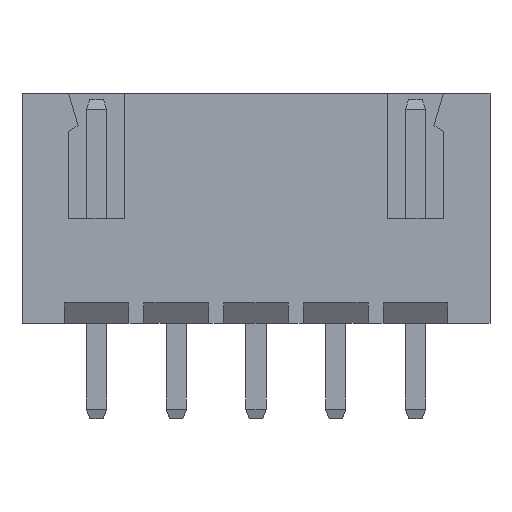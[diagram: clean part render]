
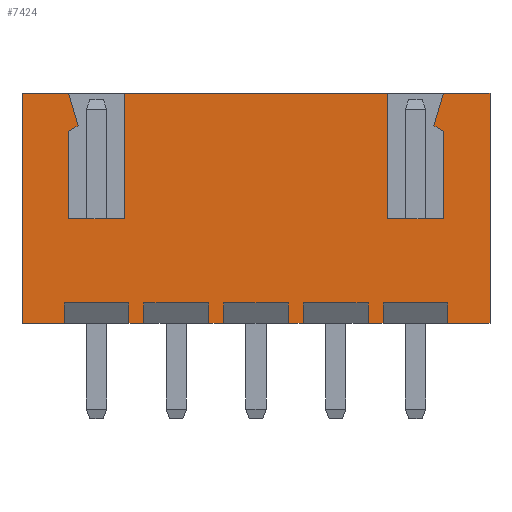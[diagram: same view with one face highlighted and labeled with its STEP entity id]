
A CAD part, front view. The second image highlights one B-rep face of the part: STEP entity #7424.
In plain terms, the highlighted planar face has unit normal (0, -1, 0).
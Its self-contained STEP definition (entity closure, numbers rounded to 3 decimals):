
#403=ORIENTED_EDGE('',*,*,#1937,.F.);
#404=ORIENTED_EDGE('',*,*,#1888,.T.);
#405=ORIENTED_EDGE('',*,*,#1938,.F.);
#406=ORIENTED_EDGE('',*,*,#1939,.F.);
#407=ORIENTED_EDGE('',*,*,#1940,.F.);
#408=ORIENTED_EDGE('',*,*,#1941,.F.);
#409=ORIENTED_EDGE('',*,*,#1942,.F.);
#410=ORIENTED_EDGE('',*,*,#1892,.T.);
#411=ORIENTED_EDGE('',*,*,#1943,.T.);
#412=ORIENTED_EDGE('',*,*,#1944,.F.);
#413=ORIENTED_EDGE('',*,*,#1945,.F.);
#414=ORIENTED_EDGE('',*,*,#1946,.T.);
#415=ORIENTED_EDGE('',*,*,#1947,.T.);
#416=ORIENTED_EDGE('',*,*,#1948,.F.);
#417=ORIENTED_EDGE('',*,*,#1949,.F.);
#418=ORIENTED_EDGE('',*,*,#1950,.T.);
#419=ORIENTED_EDGE('',*,*,#1951,.T.);
#420=ORIENTED_EDGE('',*,*,#1952,.F.);
#421=ORIENTED_EDGE('',*,*,#1953,.F.);
#422=ORIENTED_EDGE('',*,*,#1954,.T.);
#423=ORIENTED_EDGE('',*,*,#1955,.T.);
#424=ORIENTED_EDGE('',*,*,#1956,.F.);
#425=ORIENTED_EDGE('',*,*,#1957,.F.);
#426=ORIENTED_EDGE('',*,*,#1958,.T.);
#427=ORIENTED_EDGE('',*,*,#1959,.T.);
#428=ORIENTED_EDGE('',*,*,#1904,.F.);
#429=ORIENTED_EDGE('',*,*,#1960,.F.);
#430=ORIENTED_EDGE('',*,*,#1961,.T.);
#431=ORIENTED_EDGE('',*,*,#1962,.T.);
#432=ORIENTED_EDGE('',*,*,#1910,.F.);
#433=ORIENTED_EDGE('',*,*,#1963,.F.);
#434=ORIENTED_EDGE('',*,*,#1964,.T.);
#435=ORIENTED_EDGE('',*,*,#1965,.F.);
#436=ORIENTED_EDGE('',*,*,#1966,.F.);
#437=ORIENTED_EDGE('',*,*,#1967,.F.);
#438=ORIENTED_EDGE('',*,*,#1968,.F.);
#1888=EDGE_CURVE('',#2656,#2658,#3154,.T.);
#1892=EDGE_CURVE('',#2660,#2662,#3158,.T.);
#1904=EDGE_CURVE('',#2673,#2674,#3170,.T.);
#1910=EDGE_CURVE('',#2679,#2680,#3176,.T.);
#1937=EDGE_CURVE('',#2656,#2703,#3203,.T.);
#1938=EDGE_CURVE('',#2704,#2658,#3204,.T.);
#1939=EDGE_CURVE('',#2705,#2704,#3205,.T.);
#1940=EDGE_CURVE('',#2706,#2705,#3206,.T.);
#1941=EDGE_CURVE('',#2707,#2706,#3207,.T.);
#1942=EDGE_CURVE('',#2660,#2707,#3208,.T.);
#1943=EDGE_CURVE('',#2662,#2708,#3209,.T.);
#1944=EDGE_CURVE('',#2709,#2708,#3210,.T.);
#1945=EDGE_CURVE('',#2710,#2709,#3211,.T.);
#1946=EDGE_CURVE('',#2710,#2711,#3212,.T.);
#1947=EDGE_CURVE('',#2711,#2712,#3213,.T.);
#1948=EDGE_CURVE('',#2713,#2712,#3214,.T.);
#1949=EDGE_CURVE('',#2714,#2713,#3215,.T.);
#1950=EDGE_CURVE('',#2714,#2715,#3216,.T.);
#1951=EDGE_CURVE('',#2715,#2716,#3217,.T.);
#1952=EDGE_CURVE('',#2717,#2716,#3218,.T.);
#1953=EDGE_CURVE('',#2718,#2717,#3219,.T.);
#1954=EDGE_CURVE('',#2718,#2719,#3220,.T.);
#1955=EDGE_CURVE('',#2719,#2720,#3221,.T.);
#1956=EDGE_CURVE('',#2721,#2720,#3222,.T.);
#1957=EDGE_CURVE('',#2722,#2721,#3223,.T.);
#1958=EDGE_CURVE('',#2722,#2723,#3224,.T.);
#1959=EDGE_CURVE('',#2723,#2674,#3225,.T.);
#1960=EDGE_CURVE('',#2724,#2673,#3226,.T.);
#1961=EDGE_CURVE('',#2724,#2725,#3227,.T.);
#1962=EDGE_CURVE('',#2725,#2680,#3228,.T.);
#1963=EDGE_CURVE('',#2726,#2679,#3229,.T.);
#1964=EDGE_CURVE('',#2726,#2727,#3230,.T.);
#1965=EDGE_CURVE('',#2728,#2727,#3231,.T.);
#1966=EDGE_CURVE('',#2729,#2728,#3232,.T.);
#1967=EDGE_CURVE('',#2730,#2729,#3233,.T.);
#1968=EDGE_CURVE('',#2703,#2730,#3234,.T.);
#2656=VERTEX_POINT('',#9137);
#2658=VERTEX_POINT('',#9141);
#2660=VERTEX_POINT('',#9146);
#2662=VERTEX_POINT('',#9150);
#2673=VERTEX_POINT('',#9176);
#2674=VERTEX_POINT('',#9178);
#2679=VERTEX_POINT('',#9190);
#2680=VERTEX_POINT('',#9191);
#2703=VERTEX_POINT('',#9243);
#2704=VERTEX_POINT('',#9245);
#2705=VERTEX_POINT('',#9247);
#2706=VERTEX_POINT('',#9249);
#2707=VERTEX_POINT('',#9251);
#2708=VERTEX_POINT('',#9254);
#2709=VERTEX_POINT('',#9256);
#2710=VERTEX_POINT('',#9258);
#2711=VERTEX_POINT('',#9260);
#2712=VERTEX_POINT('',#9262);
#2713=VERTEX_POINT('',#9264);
#2714=VERTEX_POINT('',#9266);
#2715=VERTEX_POINT('',#9268);
#2716=VERTEX_POINT('',#9270);
#2717=VERTEX_POINT('',#9272);
#2718=VERTEX_POINT('',#9274);
#2719=VERTEX_POINT('',#9276);
#2720=VERTEX_POINT('',#9278);
#2721=VERTEX_POINT('',#9280);
#2722=VERTEX_POINT('',#9282);
#2723=VERTEX_POINT('',#9284);
#2724=VERTEX_POINT('',#9287);
#2725=VERTEX_POINT('',#9289);
#2726=VERTEX_POINT('',#9292);
#2727=VERTEX_POINT('',#9294);
#2728=VERTEX_POINT('',#9296);
#2729=VERTEX_POINT('',#9298);
#2730=VERTEX_POINT('',#9300);
#3154=LINE('',#9142,#3660);
#3158=LINE('',#9151,#3664);
#3170=LINE('',#9177,#3676);
#3176=LINE('',#9189,#3682);
#3203=LINE('',#9242,#3709);
#3204=LINE('',#9244,#3710);
#3205=LINE('',#9246,#3711);
#3206=LINE('',#9248,#3712);
#3207=LINE('',#9250,#3713);
#3208=LINE('',#9252,#3714);
#3209=LINE('',#9253,#3715);
#3210=LINE('',#9255,#3716);
#3211=LINE('',#9257,#3717);
#3212=LINE('',#9259,#3718);
#3213=LINE('',#9261,#3719);
#3214=LINE('',#9263,#3720);
#3215=LINE('',#9265,#3721);
#3216=LINE('',#9267,#3722);
#3217=LINE('',#9269,#3723);
#3218=LINE('',#9271,#3724);
#3219=LINE('',#9273,#3725);
#3220=LINE('',#9275,#3726);
#3221=LINE('',#9277,#3727);
#3222=LINE('',#9279,#3728);
#3223=LINE('',#9281,#3729);
#3224=LINE('',#9283,#3730);
#3225=LINE('',#9285,#3731);
#3226=LINE('',#9286,#3732);
#3227=LINE('',#9288,#3733);
#3228=LINE('',#9290,#3734);
#3229=LINE('',#9291,#3735);
#3230=LINE('',#9293,#3736);
#3231=LINE('',#9295,#3737);
#3232=LINE('',#9297,#3738);
#3233=LINE('',#9299,#3739);
#3234=LINE('',#9301,#3740);
#3660=VECTOR('',#8060,1000.);
#3664=VECTOR('',#8066,1000.);
#3676=VECTOR('',#8084,1000.);
#3682=VECTOR('',#8092,1000.);
#3709=VECTOR('',#8123,1000.);
#3710=VECTOR('',#8124,1000.);
#3711=VECTOR('',#8125,1000.);
#3712=VECTOR('',#8126,1000.);
#3713=VECTOR('',#8127,1000.);
#3714=VECTOR('',#8128,1000.);
#3715=VECTOR('',#8129,1000.);
#3716=VECTOR('',#8130,1000.);
#3717=VECTOR('',#8131,1000.);
#3718=VECTOR('',#8132,1000.);
#3719=VECTOR('',#8133,1000.);
#3720=VECTOR('',#8134,1000.);
#3721=VECTOR('',#8135,1000.);
#3722=VECTOR('',#8136,1000.);
#3723=VECTOR('',#8137,1000.);
#3724=VECTOR('',#8138,1000.);
#3725=VECTOR('',#8139,1000.);
#3726=VECTOR('',#8140,1000.);
#3727=VECTOR('',#8141,1000.);
#3728=VECTOR('',#8142,1000.);
#3729=VECTOR('',#8143,1000.);
#3730=VECTOR('',#8144,1000.);
#3731=VECTOR('',#8145,1000.);
#3732=VECTOR('',#8146,1000.);
#3733=VECTOR('',#8147,1000.);
#3734=VECTOR('',#8148,1000.);
#3735=VECTOR('',#8149,1000.);
#3736=VECTOR('',#8150,1000.);
#3737=VECTOR('',#8151,1000.);
#3738=VECTOR('',#8152,1000.);
#3739=VECTOR('',#8153,1000.);
#3740=VECTOR('',#8154,1000.);
#4170=EDGE_LOOP('',(#403,#404,#405,#406,#407,#408,#409,#410,#411,#412,#413,
#414,#415,#416,#417,#418,#419,#420,#421,#422,#423,#424,#425,#426,#427,#428,
#429,#430,#431,#432,#433,#434,#435,#436,#437,#438));
#4516=FACE_BOUND('',#4170,.T.);
#4862=PLANE('',#7774);
#7424=ADVANCED_FACE('',(#4516),#4862,.T.);
#7774=AXIS2_PLACEMENT_3D('',#9241,#8121,#8122);
#8060=DIRECTION('',(-1.,0.,0.));
#8066=DIRECTION('',(-1.,0.,0.));
#8084=DIRECTION('',(-1.,0.,0.));
#8092=DIRECTION('',(-1.,0.,0.));
#8121=DIRECTION('',(0.,-1.,0.));
#8122=DIRECTION('',(0.,0.,-1.));
#8123=DIRECTION('',(0.,0.,-1.));
#8124=DIRECTION('',(0.,0.,1.));
#8125=DIRECTION('',(1.,0.,0.));
#8126=DIRECTION('',(0.,0.,-1.));
#8127=DIRECTION('',(-0.856,0.,-0.517));
#8128=DIRECTION('',(0.281,0.,-0.96));
#8129=DIRECTION('',(0.,0.,-1.));
#8130=DIRECTION('',(-1.,0.,0.));
#8131=DIRECTION('',(0.,0.,-1.));
#8132=DIRECTION('',(1.,0.,0.));
#8133=DIRECTION('',(0.,0.,-1.));
#8134=DIRECTION('',(-1.,0.,0.));
#8135=DIRECTION('',(0.,0.,-1.));
#8136=DIRECTION('',(1.,0.,0.));
#8137=DIRECTION('',(0.,0.,-1.));
#8138=DIRECTION('',(-1.,0.,0.));
#8139=DIRECTION('',(0.,0.,-1.));
#8140=DIRECTION('',(1.,0.,0.));
#8141=DIRECTION('',(0.,0.,-1.));
#8142=DIRECTION('',(-1.,0.,0.));
#8143=DIRECTION('',(0.,0.,-1.));
#8144=DIRECTION('',(1.,0.,0.));
#8145=DIRECTION('',(0.,0.,-1.));
#8146=DIRECTION('',(0.,0.,-1.));
#8147=DIRECTION('',(1.,0.,0.));
#8148=DIRECTION('',(0.,0.,-1.));
#8149=DIRECTION('',(0.,0.,-1.));
#8150=DIRECTION('',(-1.,0.,0.));
#8151=DIRECTION('',(0.281,0.,0.96));
#8152=DIRECTION('',(-0.856,0.,0.517));
#8153=DIRECTION('',(0.,0.,1.));
#8154=DIRECTION('',(1.,0.,0.));
#9137=CARTESIAN_POINT('',(4.124,-2.489,7.214));
#9141=CARTESIAN_POINT('',(-4.124,-2.489,7.214));
#9142=CARTESIAN_POINT('',(7.337,-2.489,7.214));
#9146=CARTESIAN_POINT('',(-5.876,-2.489,7.214));
#9150=CARTESIAN_POINT('',(-7.337,-2.489,7.214));
#9151=CARTESIAN_POINT('',(7.337,-2.489,7.214));
#9176=CARTESIAN_POINT('',(3.984,-2.489,0.));
#9177=CARTESIAN_POINT('',(7.337,-2.489,0.));
#9178=CARTESIAN_POINT('',(3.516,-2.489,0.));
#9189=CARTESIAN_POINT('',(7.337,-2.489,0.));
#9190=CARTESIAN_POINT('',(7.337,-2.489,0.));
#9191=CARTESIAN_POINT('',(6.016,-2.489,0.));
#9241=CARTESIAN_POINT('',(7.337,-2.489,0.711));
#9242=CARTESIAN_POINT('',(4.124,-2.489,7.214));
#9243=CARTESIAN_POINT('',(4.124,-2.489,3.277));
#9244=CARTESIAN_POINT('',(-4.124,-2.489,3.277));
#9245=CARTESIAN_POINT('',(-4.124,-2.489,3.277));
#9246=CARTESIAN_POINT('',(-5.876,-2.489,3.277));
#9247=CARTESIAN_POINT('',(-5.876,-2.489,3.277));
#9248=CARTESIAN_POINT('',(-5.876,-2.489,6.018));
#9249=CARTESIAN_POINT('',(-5.876,-2.489,6.018));
#9250=CARTESIAN_POINT('',(-5.578,-2.489,6.198));
#9251=CARTESIAN_POINT('',(-5.578,-2.489,6.198));
#9252=CARTESIAN_POINT('',(-5.876,-2.489,7.214));
#9253=CARTESIAN_POINT('',(-7.337,-2.489,0.711));
#9254=CARTESIAN_POINT('',(-7.337,-2.489,0.));
#9255=CARTESIAN_POINT('',(7.337,-2.489,0.));
#9256=CARTESIAN_POINT('',(-6.016,-2.489,0.));
#9257=CARTESIAN_POINT('',(-6.016,-2.489,0.635));
#9258=CARTESIAN_POINT('',(-6.016,-2.489,0.635));
#9259=CARTESIAN_POINT('',(-6.016,-2.489,0.635));
#9260=CARTESIAN_POINT('',(-3.984,-2.489,0.635));
#9261=CARTESIAN_POINT('',(-3.984,-2.489,0.635));
#9262=CARTESIAN_POINT('',(-3.984,-2.489,0.));
#9263=CARTESIAN_POINT('',(7.337,-2.489,0.));
#9264=CARTESIAN_POINT('',(-3.516,-2.489,0.));
#9265=CARTESIAN_POINT('',(-3.516,-2.489,0.635));
#9266=CARTESIAN_POINT('',(-3.516,-2.489,0.635));
#9267=CARTESIAN_POINT('',(-3.516,-2.489,0.635));
#9268=CARTESIAN_POINT('',(-1.484,-2.489,0.635));
#9269=CARTESIAN_POINT('',(-1.484,-2.489,0.635));
#9270=CARTESIAN_POINT('',(-1.484,-2.489,0.));
#9271=CARTESIAN_POINT('',(7.337,-2.489,0.));
#9272=CARTESIAN_POINT('',(-1.016,-2.489,0.));
#9273=CARTESIAN_POINT('',(-1.016,-2.489,0.635));
#9274=CARTESIAN_POINT('',(-1.016,-2.489,0.635));
#9275=CARTESIAN_POINT('',(-1.016,-2.489,0.635));
#9276=CARTESIAN_POINT('',(1.016,-2.489,0.635));
#9277=CARTESIAN_POINT('',(1.016,-2.489,0.635));
#9278=CARTESIAN_POINT('',(1.016,-2.489,0.));
#9279=CARTESIAN_POINT('',(7.337,-2.489,0.));
#9280=CARTESIAN_POINT('',(1.484,-2.489,0.));
#9281=CARTESIAN_POINT('',(1.484,-2.489,0.635));
#9282=CARTESIAN_POINT('',(1.484,-2.489,0.635));
#9283=CARTESIAN_POINT('',(1.484,-2.489,0.635));
#9284=CARTESIAN_POINT('',(3.516,-2.489,0.635));
#9285=CARTESIAN_POINT('',(3.516,-2.489,0.635));
#9286=CARTESIAN_POINT('',(3.984,-2.489,0.635));
#9287=CARTESIAN_POINT('',(3.984,-2.489,0.635));
#9288=CARTESIAN_POINT('',(3.984,-2.489,0.635));
#9289=CARTESIAN_POINT('',(6.016,-2.489,0.635));
#9290=CARTESIAN_POINT('',(6.016,-2.489,0.635));
#9291=CARTESIAN_POINT('',(7.337,-2.489,0.711));
#9292=CARTESIAN_POINT('',(7.337,-2.489,7.214));
#9293=CARTESIAN_POINT('',(7.337,-2.489,7.214));
#9294=CARTESIAN_POINT('',(5.876,-2.489,7.214));
#9295=CARTESIAN_POINT('',(5.578,-2.489,6.198));
#9296=CARTESIAN_POINT('',(5.578,-2.489,6.198));
#9297=CARTESIAN_POINT('',(5.876,-2.489,6.018));
#9298=CARTESIAN_POINT('',(5.876,-2.489,6.018));
#9299=CARTESIAN_POINT('',(5.876,-2.489,3.277));
#9300=CARTESIAN_POINT('',(5.876,-2.489,3.277));
#9301=CARTESIAN_POINT('',(4.124,-2.489,3.277));
